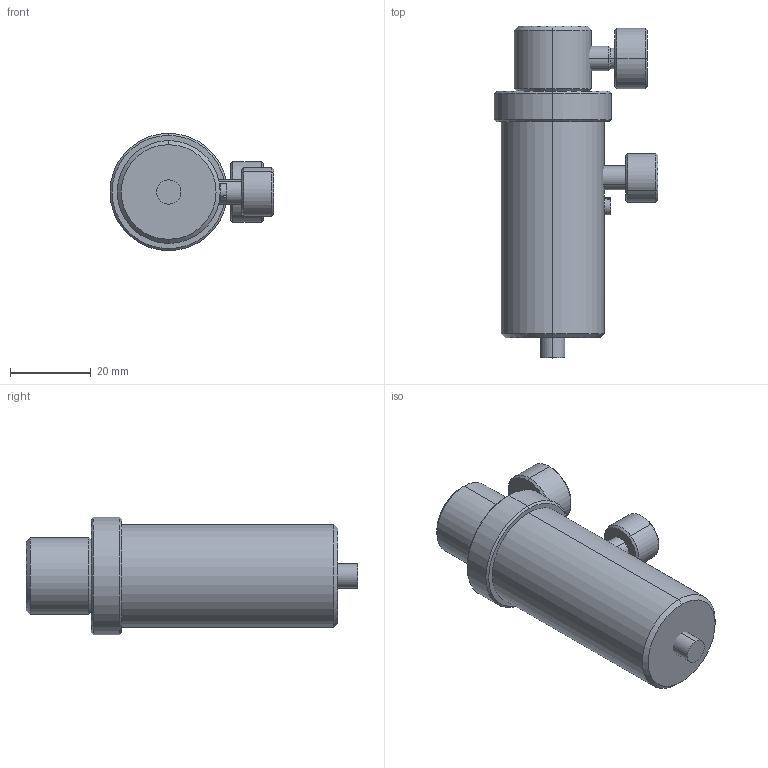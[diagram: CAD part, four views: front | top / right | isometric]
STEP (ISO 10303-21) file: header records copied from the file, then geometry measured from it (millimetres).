
FILE_DESCRIPTION (( 'STEP AP203' ), '1' );
FILE_NAME ('GCM-0201M 俋倰芞.STEP', '2019-07-22T03:43:42', ( 'china' ), ( 'china' ), 'SwSTEP 2.0', 'SolidWorks 2015', '' );
FILE_SCHEMA (( 'CONFIG_CONTROL_DESIGN' ));
Length unit declared in the file: millimetre
Products named in the file (1): GCM-0201M 俋倰芞
Bounding box: 40.51 x 82 x 29 mm (x, y, z)
Surface area: 12276.4 mm2 (no closed solid volume)
Topology: 0 solids, 8 shells, 69 faces, 158 edges, 100 vertices
Faces by surface type: cylinder 28, cone 26, plane 15
Entity records: 2240 total; most frequent: CARTESIAN_POINT 562, DIRECTION 372, ORIENTED_EDGE 286, EDGE_CURVE 158, AXIS2_PLACEMENT_3D 154, VERTEX_POINT 100, CIRCLE 84, EDGE_LOOP 80
